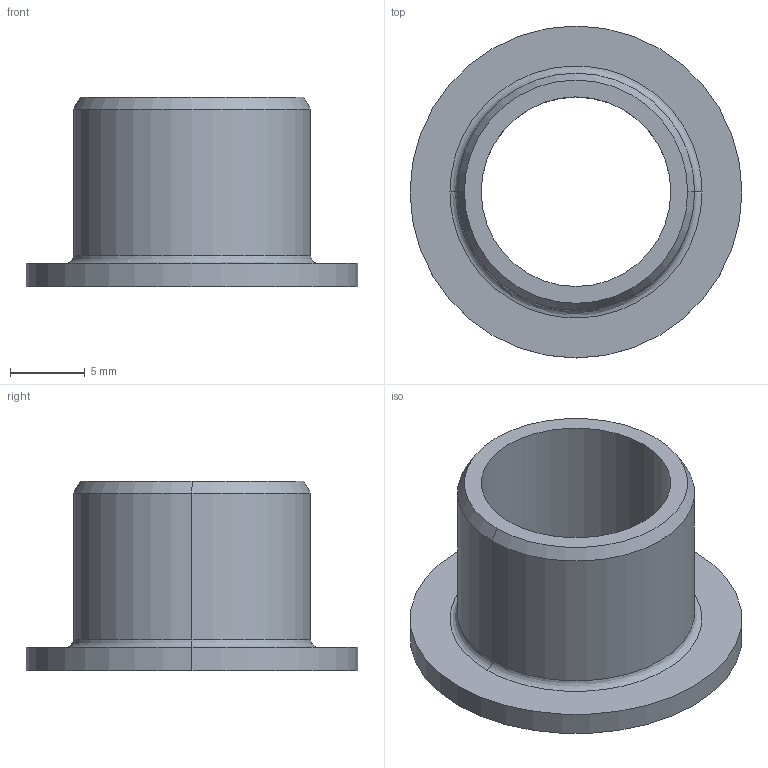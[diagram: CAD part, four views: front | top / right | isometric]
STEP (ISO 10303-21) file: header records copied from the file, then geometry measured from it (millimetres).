
FILE_DESCRIPTION (( 'STEP AP214' ), '1' );
FILE_NAME ('A-JFI-0810-08.step', '2017-11-29T20:16:17', ( '' ), ( '' ), 'SwSTEP 2.0', 'SolidWorks 2017', '' );
FILE_SCHEMA (( 'AUTOMOTIVE_DESIGN' ));
Length unit declared in the file: inch
Products named in the file (1): A-JFI-0810-08
Bounding box: 22.23 x 22.23 x 12.7 mm (x, y, z)
Volume: 1197.7 mm3; surface area: 1666.1 mm2
Topology: 1 solids, 1 shells, 13 faces, 26 edges, 16 vertices
Faces by surface type: cylinder 6, plane 3, bspline 2, cone 2
Entity records: 584 total; most frequent: CARTESIAN_POINT 264, DIRECTION 64, ORIENTED_EDGE 52, AXIS2_PLACEMENT_3D 28, EDGE_CURVE 26, CIRCLE 16, VERTEX_POINT 16, EDGE_LOOP 16
